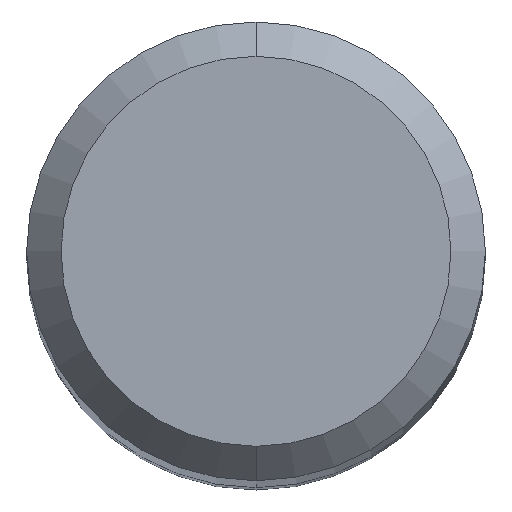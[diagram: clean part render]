
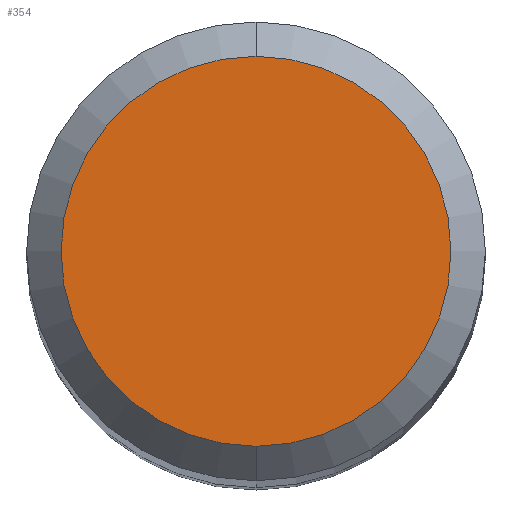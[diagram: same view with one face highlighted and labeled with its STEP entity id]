
A CAD part, top view. The second image highlights one B-rep face of the part: STEP entity #354.
In plain terms, the highlighted planar face has unit normal (0, 0, 1).
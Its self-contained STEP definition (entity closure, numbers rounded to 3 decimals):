
#216=EDGE_CURVE('',#398,#250,#521,.T.);
#224=EDGE_CURVE('',#250,#398,#530,.T.);
#250=VERTEX_POINT('',#559);
#354=ADVANCED_FACE('',(#672),#673,.T.);
#398=VERTEX_POINT('',#722);
#521=CIRCLE('',#896,1.7);
#530=CIRCLE('',#907,1.7);
#559=CARTESIAN_POINT('',(0.0,1.7,0.0));
#672=FACE_OUTER_BOUND('',#1234,.T.);
#673=PLANE('',#1235);
#722=CARTESIAN_POINT('',(0.,-1.7,0.0));
#896=AXIS2_PLACEMENT_3D('',#1467,#1468,#1469);
#907=AXIS2_PLACEMENT_3D('',#1482,#1483,#1484);
#1234=EDGE_LOOP('',(#1638,#1639));
#1235=AXIS2_PLACEMENT_3D('',#1640,#1641,#1642);
#1467=CARTESIAN_POINT('',(0.0,0.0,0.0));
#1468=DIRECTION('',(0.0,0.0,-1.0));
#1469=DIRECTION('',(0.0,1.0,0.0));
#1482=CARTESIAN_POINT('',(0.0,0.0,0.0));
#1483=DIRECTION('',(0.0,0.0,-1.0));
#1484=DIRECTION('',(0.0,1.0,0.0));
#1638=ORIENTED_EDGE('',*,*,#224,.F.);
#1639=ORIENTED_EDGE('',*,*,#216,.F.);
#1640=CARTESIAN_POINT('',(0.0,0.85,0.0));
#1641=DIRECTION('',(-0.0,0.0,1.0));
#1642=DIRECTION('',(0.0,-1.0,0.0));
